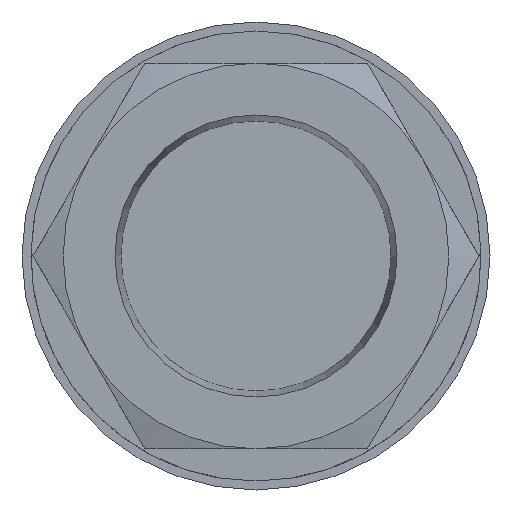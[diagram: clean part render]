
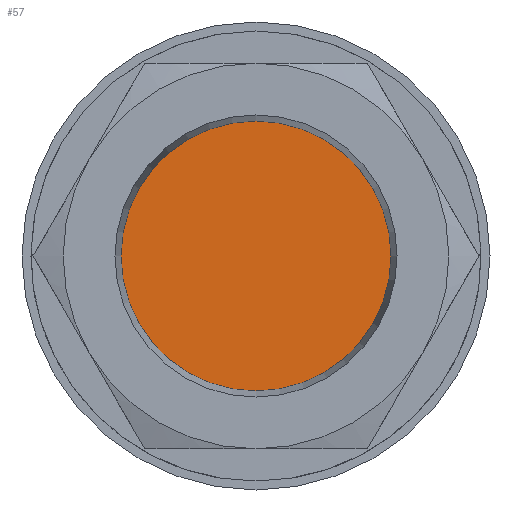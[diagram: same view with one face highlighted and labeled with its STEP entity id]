
A CAD part, left-side view. The second image highlights one B-rep face of the part: STEP entity #57.
In plain terms, the highlighted planar face has unit normal (-1, 0, 0).
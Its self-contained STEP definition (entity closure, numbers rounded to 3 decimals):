
#57 = ADVANCED_FACE( '', ( #131 ), #132, .F. );
#131 = FACE_OUTER_BOUND( '', #230, .T. );
#132 = PLANE( '', #231 );
#230 = EDGE_LOOP( '', ( #337 ) );
#231 = AXIS2_PLACEMENT_3D( '', #338, #339, #340 );
#337 = ORIENTED_EDGE( '', *, *, #529, .F. );
#338 = CARTESIAN_POINT( '', ( 2.667, 0., 0. ) );
#339 = DIRECTION( '', ( 1., 0., 0. ) );
#340 = DIRECTION( '', ( 0., 0., -1. ) );
#529 = EDGE_CURVE( '', #612, #612, #613, .T. );
#612 = VERTEX_POINT( '', #747 );
#613 = CIRCLE( '', #748, 10.5 );
#747 = CARTESIAN_POINT( '', ( 2.667, 0., -10.5 ) );
#748 = AXIS2_PLACEMENT_3D( '', #888, #889, #890 );
#888 = CARTESIAN_POINT( '', ( 2.667, 0., 0. ) );
#889 = DIRECTION( '', ( 1., 0., 0. ) );
#890 = DIRECTION( '', ( 0., 0., -1. ) );
